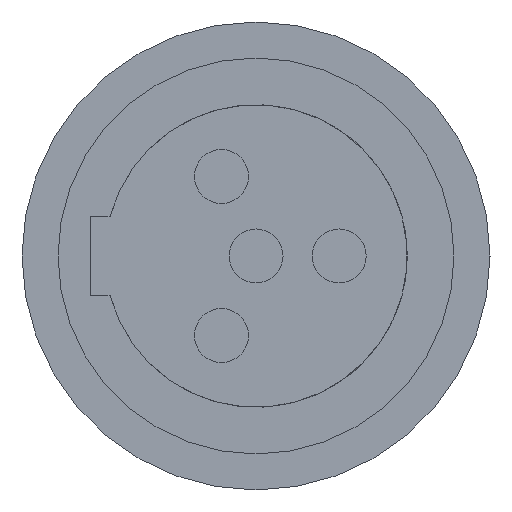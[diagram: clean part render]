
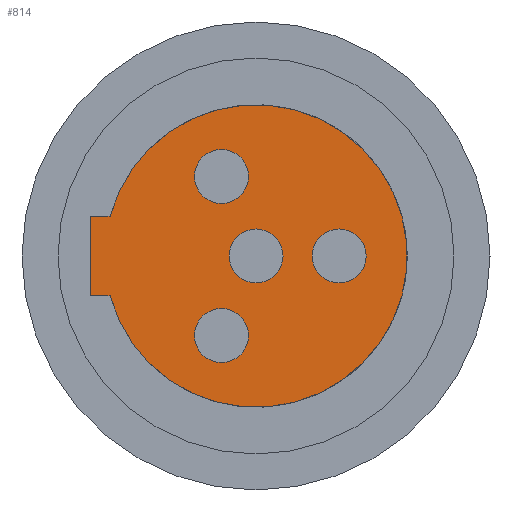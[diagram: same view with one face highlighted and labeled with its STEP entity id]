
A CAD part, left-side view. The second image highlights one B-rep face of the part: STEP entity #814.
In plain terms, the highlighted planar face has unit normal (-1, 0, 0).
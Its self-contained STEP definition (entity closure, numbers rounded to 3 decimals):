
#199=CARTESIAN_POINT('',(0.,-0.008,0.));
#200=DIRECTION('',(1.,0.,0.));
#201=DIRECTION('',(0.,0.965,0.262));
#202=AXIS2_PLACEMENT_3D('',#199,#200,#201);
#204=DIRECTION('',(0.,1.,0.));
#205=VECTOR('',#204,0.555);
#206=CARTESIAN_POINT('',(0.,4.045,-1.1));
#207=LINE('',#206,#205);
#208=DIRECTION('',(0.,0.,1.));
#209=VECTOR('',#208,2.2);
#210=CARTESIAN_POINT('',(0.,4.6,-1.1));
#211=LINE('',#210,#209);
#212=DIRECTION('',(0.,-1.,0.));
#213=VECTOR('',#212,0.555);
#214=CARTESIAN_POINT('',(0.,4.6,1.1));
#215=LINE('',#214,#213);
#216=CARTESIAN_POINT('',(0.,-0.008,0.));
#217=DIRECTION('',(-1.,0.,0.));
#218=DIRECTION('',(0.,-1.,0.));
#219=AXIS2_PLACEMENT_3D('',#216,#217,#218);
#221=CARTESIAN_POINT('',(0.,-0.008,0.));
#222=DIRECTION('',(-1.,0.,0.));
#223=DIRECTION('',(0.,1.,0.));
#224=AXIS2_PLACEMENT_3D('',#221,#222,#223);
#226=CARTESIAN_POINT('',(0.,0.952,2.21));
#227=DIRECTION('',(-1.,0.,0.));
#228=DIRECTION('',(0.,-1.,0.));
#229=AXIS2_PLACEMENT_3D('',#226,#227,#228);
#231=CARTESIAN_POINT('',(0.,0.952,2.21));
#232=DIRECTION('',(-1.,0.,0.));
#233=DIRECTION('',(0.,1.,0.));
#234=AXIS2_PLACEMENT_3D('',#231,#232,#233);
#236=CARTESIAN_POINT('',(0.,0.952,-2.21));
#237=DIRECTION('',(-1.,0.,0.));
#238=DIRECTION('',(0.,-1.,0.));
#239=AXIS2_PLACEMENT_3D('',#236,#237,#238);
#241=CARTESIAN_POINT('',(0.,0.952,-2.21));
#242=DIRECTION('',(-1.,0.,0.));
#243=DIRECTION('',(0.,1.,0.));
#244=AXIS2_PLACEMENT_3D('',#241,#242,#243);
#246=CARTESIAN_POINT('',(0.,-2.318,0.));
#247=DIRECTION('',(-1.,0.,0.));
#248=DIRECTION('',(0.,-1.,0.));
#249=AXIS2_PLACEMENT_3D('',#246,#247,#248);
#251=CARTESIAN_POINT('',(0.,-2.318,0.));
#252=DIRECTION('',(-1.,0.,0.));
#253=DIRECTION('',(0.,1.,0.));
#254=AXIS2_PLACEMENT_3D('',#251,#252,#253);
#366=CARTESIAN_POINT('',(0.,4.045,-1.1));
#367=CARTESIAN_POINT('',(0.,4.6,-1.1));
#368=VERTEX_POINT('',#366);
#369=VERTEX_POINT('',#367);
#370=CARTESIAN_POINT('',(0.,4.6,1.1));
#371=VERTEX_POINT('',#370);
#372=CARTESIAN_POINT('',(0.,4.045,1.1));
#373=VERTEX_POINT('',#372);
#456=CARTESIAN_POINT('',(0.,-0.758,0.));
#457=CARTESIAN_POINT('',(0.,0.742,0.));
#458=VERTEX_POINT('',#456);
#459=VERTEX_POINT('',#457);
#460=CARTESIAN_POINT('',(0.,0.202,2.21));
#461=CARTESIAN_POINT('',(0.,1.702,2.21));
#462=VERTEX_POINT('',#460);
#463=VERTEX_POINT('',#461);
#464=CARTESIAN_POINT('',(0.,0.202,-2.21));
#465=CARTESIAN_POINT('',(0.,1.702,-2.21));
#466=VERTEX_POINT('',#464);
#467=VERTEX_POINT('',#465);
#468=CARTESIAN_POINT('',(0.,-3.068,0.));
#469=CARTESIAN_POINT('',(0.,-1.568,0.));
#470=VERTEX_POINT('',#468);
#471=VERTEX_POINT('',#469);
#779=CARTESIAN_POINT('',(0.,-0.008,0.));
#780=DIRECTION('',(1.,0.,0.));
#781=DIRECTION('',(0.,-1.,0.));
#782=AXIS2_PLACEMENT_3D('',#779,#780,#781);
#783=PLANE('',#782);
#784=ORIENTED_EDGE('',*,*,#746,.T.);
#785=ORIENTED_EDGE('',*,*,#761,.T.);
#786=ORIENTED_EDGE('',*,*,#773,.T.);
#787=ORIENTED_EDGE('',*,*,#729,.T.);
#788=EDGE_LOOP('',(#784,#785,#786,#787));
#789=FACE_OUTER_BOUND('',#788,.F.);
#791=ORIENTED_EDGE('',*,*,#790,.T.);
#793=ORIENTED_EDGE('',*,*,#792,.T.);
#794=EDGE_LOOP('',(#791,#793));
#795=FACE_BOUND('',#794,.F.);
#797=ORIENTED_EDGE('',*,*,#796,.T.);
#799=ORIENTED_EDGE('',*,*,#798,.T.);
#800=EDGE_LOOP('',(#797,#799));
#801=FACE_BOUND('',#800,.F.);
#803=ORIENTED_EDGE('',*,*,#802,.T.);
#805=ORIENTED_EDGE('',*,*,#804,.T.);
#806=EDGE_LOOP('',(#803,#805));
#807=FACE_BOUND('',#806,.F.);
#809=ORIENTED_EDGE('',*,*,#808,.T.);
#811=ORIENTED_EDGE('',*,*,#810,.T.);
#812=EDGE_LOOP('',(#809,#811));
#813=FACE_BOUND('',#812,.F.);
#203=CIRCLE('',#202,4.2);
#220=CIRCLE('',#219,0.75);
#225=CIRCLE('',#224,0.75);
#230=CIRCLE('',#229,0.75);
#235=CIRCLE('',#234,0.75);
#240=CIRCLE('',#239,0.75);
#245=CIRCLE('',#244,0.75);
#250=CIRCLE('',#249,0.75);
#255=CIRCLE('',#254,0.75);
#729=EDGE_CURVE('',#371,#373,#215,.T.);
#746=EDGE_CURVE('',#373,#368,#203,.T.);
#761=EDGE_CURVE('',#368,#369,#207,.T.);
#773=EDGE_CURVE('',#369,#371,#211,.T.);
#790=EDGE_CURVE('',#458,#459,#220,.T.);
#792=EDGE_CURVE('',#459,#458,#225,.T.);
#796=EDGE_CURVE('',#462,#463,#230,.T.);
#798=EDGE_CURVE('',#463,#462,#235,.T.);
#802=EDGE_CURVE('',#466,#467,#240,.T.);
#804=EDGE_CURVE('',#467,#466,#245,.T.);
#808=EDGE_CURVE('',#470,#471,#250,.T.);
#810=EDGE_CURVE('',#471,#470,#255,.T.);
#814=ADVANCED_FACE('',(#789,#795,#801,#807,#813),#783,.F.);
